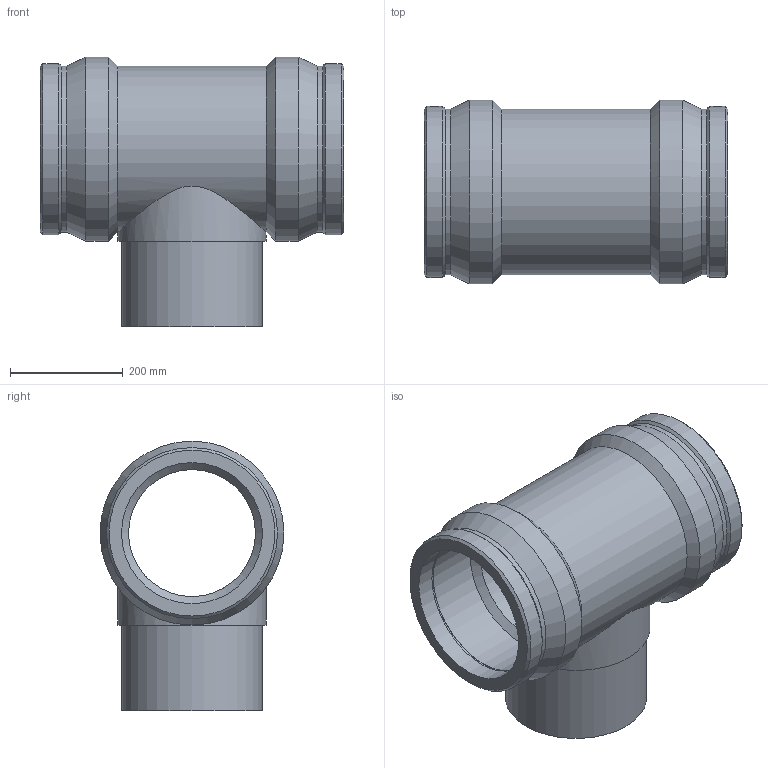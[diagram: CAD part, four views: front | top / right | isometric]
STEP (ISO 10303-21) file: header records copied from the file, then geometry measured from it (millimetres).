
FILE_DESCRIPTION(/* description */ ('PLASSON TEE 250-250-250'),/* implementation_level */ '2;1');
FILE_NAME(/* name */ '490404250.ipt.stp',/* time_stamp */ '2017-11-06T09:11:33+02:00',/* author */ ('KIM'),/* organization */ (''),/* preprocessor_version */ 'ST-DEVELOPER v15.6',/* originating_system */ 'Autodesk Inventor 2015',/* authorisation */ '');
FILE_SCHEMA (('AUTOMOTIVE_DESIGN { 1 0 10303 214 3 1 1 }'));
Length unit declared in the file: millimetre
Products named in the file (1): 490404250
Bounding box: 538 x 326 x 478 mm (x, y, z)
Volume: 17329442.6 mm3; surface area: 1219532 mm2
Topology: 1 solids, 1 shells, 45 faces, 89 edges, 54 vertices
Faces by surface type: cylinder 19, cone 14, plane 12
Full cylindrical faces by diameter (mm): 4 x2, 10 x2, 200 x1, 225 x1, 250 x5, 262.5 x1, 293.4 x1, 294.085 x2, 303.18 x2, 326 x2
Entity records: 1154 total; most frequent: CARTESIAN_POINT 358, DIRECTION 176, EDGE_LOOP 92, ORIENTED_EDGE 92, AXIS2_PLACEMENT_3D 88, FACE_BOUND 47, VERTEX_POINT 46, EDGE_CURVE 46
